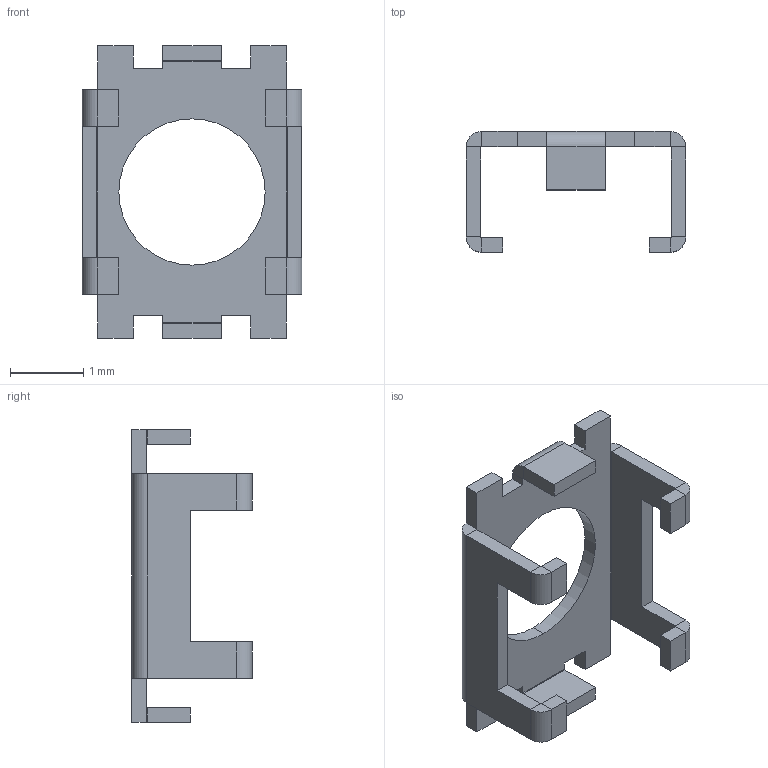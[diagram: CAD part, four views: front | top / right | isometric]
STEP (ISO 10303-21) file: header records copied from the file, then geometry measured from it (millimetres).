
FILE_DESCRIPTION (( 'STEP AP203' ), '1' );
FILE_NAME ('reset shell_Default_sldprt.STEP', '2024-02-04T16:44:25', ( '' ), ( '' ), 'SwSTEP 2.0', 'SolidWorks 2023', '' );
FILE_SCHEMA (( 'CONFIG_CONTROL_DESIGN' ));
Length unit declared in the file: millimetre
Products named in the file (1): reset shell_Default_sldprt
Bounding box: 3 x 1.65 x 4 mm (x, y, z)
Volume: 2.8 mm3; surface area: 35.3 mm2
Topology: 1 solids, 1 shells, 100 faces, 230 edges, 132 vertices
Faces by surface type: plane 82, cylinder 18
Entity records: 2799 total; most frequent: DIRECTION 468, CARTESIAN_POINT 463, ORIENTED_EDGE 460, EDGE_CURVE 230, VECTOR 194, LINE 194, AXIS2_PLACEMENT_3D 137, VERTEX_POINT 132
